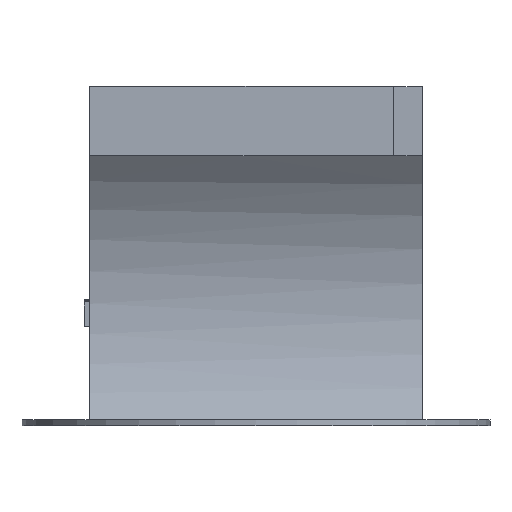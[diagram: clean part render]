
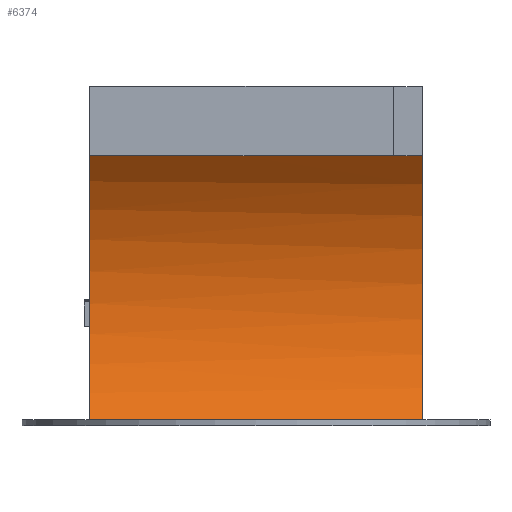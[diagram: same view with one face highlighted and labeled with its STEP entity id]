
A CAD part, front view. The second image highlights one B-rep face of the part: STEP entity #6374.
In plain terms, the highlighted cylindrical face has radius 39.813 mm (diameter 79.626 mm), a partial arc.
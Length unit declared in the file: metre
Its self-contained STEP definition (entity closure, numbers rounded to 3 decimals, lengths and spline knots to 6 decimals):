
#79=CYLINDRICAL_SURFACE('',#6960,0.039813);
#383=CIRCLE('',#6722,0.039813);
#384=CIRCLE('',#6725,0.039813);
#396=CIRCLE('',#6739,0.039813);
#793=LINE('',#9428,#1283);
#886=LINE('',#10356,#1376);
#1283=VECTOR('',#7498,1.);
#1376=VECTOR('',#8021,1.);
#2232=ORIENTED_EDGE('',*,*,#3781,.T.);
#2233=ORIENTED_EDGE('',*,*,#3785,.T.);
#2234=ORIENTED_EDGE('',*,*,#4170,.F.);
#2235=ORIENTED_EDGE('',*,*,#3806,.T.);
#2236=ORIENTED_EDGE('',*,*,#3815,.F.);
#2237=ORIENTED_EDGE('',*,*,#3809,.F.);
#3781=EDGE_CURVE('',#4789,#4790,#383,.T.);
#3785=EDGE_CURVE('',#4790,#4793,#384,.T.);
#3806=EDGE_CURVE('',#4813,#4812,#396,.F.);
#3809=EDGE_CURVE('',#4789,#4815,#5458,.T.);
#3815=EDGE_CURVE('',#4815,#4812,#793,.F.);
#4170=EDGE_CURVE('',#4813,#4793,#886,.T.);
#4789=VERTEX_POINT('',#9339);
#4790=VERTEX_POINT('',#9340);
#4793=VERTEX_POINT('',#9348);
#4812=VERTEX_POINT('',#9409);
#4813=VERTEX_POINT('',#9411);
#4815=VERTEX_POINT('',#9417);
#5458=ELLIPSE('',#6741,52.473504,0.039813);
#5516=EDGE_LOOP('',(#2232,#2233,#2234,#2235,#2236,#2237));
#5901=FACE_BOUND('',#5516,.T.);
#6374=ADVANCED_FACE('',(#5901),#79,.F.);
#6722=AXIS2_PLACEMENT_3D('',#9338,#7438,#7439);
#6725=AXIS2_PLACEMENT_3D('',#9347,#7446,#7447);
#6739=AXIS2_PLACEMENT_3D('',#9410,#7479,#7480);
#6741=AXIS2_PLACEMENT_3D('',#9416,#7485,#7486);
#6960=AXIS2_PLACEMENT_3D('',#10355,#8019,#8020);
#7438=DIRECTION('',(-1.,0.,0.));
#7439=DIRECTION('',(0.,0.,1.));
#7446=DIRECTION('',(-1.,0.,0.));
#7447=DIRECTION('',(0.,0.,1.));
#7479=DIRECTION('',(-1.,0.,0.));
#7480=DIRECTION('',(0.,-1.,0.));
#7485=DIRECTION('',(-0.001,1.,0.));
#7486=DIRECTION('',(-1.,-0.001,0.));
#7498=DIRECTION('',(-1.,0.,0.));
#8019=DIRECTION('',(-1.,0.,0.));
#8020=DIRECTION('',(0.,0.,1.));
#8021=DIRECTION('',(-1.,0.,0.));
#9338=CARTESIAN_POINT('',(-0.043853,-0.218317,-0.029352));
#9339=CARTESIAN_POINT('',(-0.04385,-0.188386,-0.0031));
#9340=CARTESIAN_POINT('',(-0.043853,-0.178504,-0.029367));
#9347=CARTESIAN_POINT('',(-0.043853,-0.218317,-0.029352));
#9348=CARTESIAN_POINT('',(-0.043852,-0.184277,-0.05));
#9409=CARTESIAN_POINT('',(0.015087,-0.188345,-0.003147));
#9410=CARTESIAN_POINT('',(0.015087,-0.218317,-0.029352));
#9411=CARTESIAN_POINT('',(0.015087,-0.184277,-0.05));
#9416=CARTESIAN_POINT('',(-39.493457,-0.218317,-0.029352));
#9417=CARTESIAN_POINT('',(0.010087,-0.188345,-0.003147));
#9428=CARTESIAN_POINT('',(0.015089,-0.188345,-0.003147));
#10355=CARTESIAN_POINT('',(0.015089,-0.218317,-0.029352));
#10356=CARTESIAN_POINT('',(0.015089,-0.184277,-0.05));
